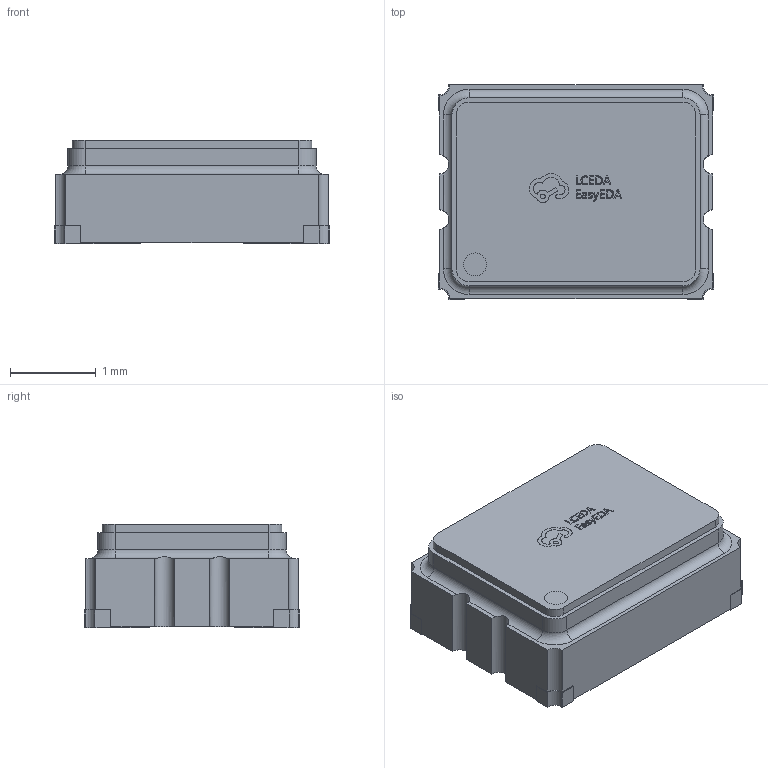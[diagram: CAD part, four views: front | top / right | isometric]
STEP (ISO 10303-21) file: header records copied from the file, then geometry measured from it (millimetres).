
FILE_DESCRIPTION (( 'STEP AP214' ), '1' );
FILE_NAME ('OSC-SMD_4P-L3.2-W2.5-BL-1.step', '2022-07-07T03:19:29', ( '' ), ( '' ), 'SwSTEP 2.0', 'SolidWorks 2020', '' );
FILE_SCHEMA (( 'AUTOMOTIVE_DESIGN' ));
Length unit declared in the file: millimetre
Products named in the file (1): OSC-SMD_4P-L3.2-W2.5-BL-1
Bounding box: 3.22 x 2.52 x 1.21 mm (x, y, z)
Volume: 8.8 mm3; surface area: 28.8 mm2
Topology: 1 solids, 1 shells, 388 faces, 1066 edges, 708 vertices
Faces by surface type: plane 244, bspline 112, cylinder 28, torus 4
Entity records: 17812 total; most frequent: CARTESIAN_POINT 4369, ORIENTED_EDGE 2132, DIRECTION 1448, EDGE_CURVE 1066, VECTOR 770, LINE 770, VERTEX_POINT 708, EDGE_LOOP 416
